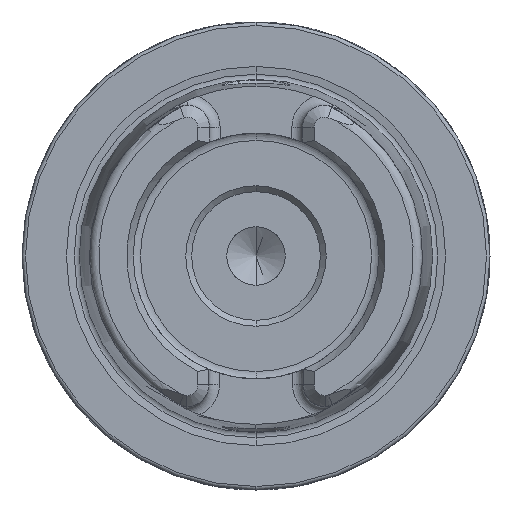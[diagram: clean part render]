
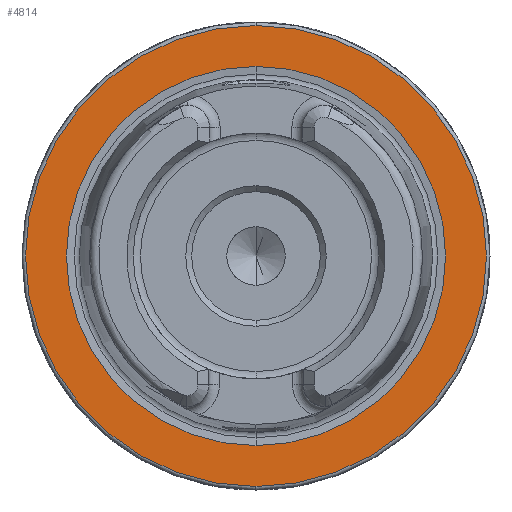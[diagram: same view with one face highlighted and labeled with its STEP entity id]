
A CAD part, left-side view. The second image highlights one B-rep face of the part: STEP entity #4814.
In plain terms, the highlighted planar face has unit normal (-1, 0, 0).
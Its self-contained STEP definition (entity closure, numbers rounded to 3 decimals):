
#126 = EDGE_LOOP ( 'NONE', ( #3957, #3970 ) ) ;
#127 = EDGE_LOOP ( 'NONE', ( #4146, #4337 ) ) ;
#2427 = VERTEX_POINT ( 'NONE', #11429 ) ;
#2429 = VERTEX_POINT ( 'NONE', #11426 ) ;
#2447 = VERTEX_POINT ( 'NONE', #11448 ) ;
#2452 = VERTEX_POINT ( 'NONE', #11453 ) ;
#2763 = CARTESIAN_POINT ( 'NONE',  ( 0., 0., 0. ) ) ;
#2764 = DIRECTION ( 'NONE',  ( -1., 0., 0. ) ) ;
#2765 = DIRECTION ( 'NONE',  ( 0., 0., 1. ) ) ;
#2766 = CARTESIAN_POINT ( 'NONE',  ( 0., 0., 0. ) ) ;
#2767 = DIRECTION ( 'NONE',  ( -1., 0., 0. ) ) ;
#2768 = DIRECTION ( 'NONE',  ( 0., 0., 1. ) ) ;
#3957 = ORIENTED_EDGE ( 'NONE', *, *, #7334, .F. ) ;
#3970 = ORIENTED_EDGE ( 'NONE', *, *, #5758, .F. ) ;
#4146 = ORIENTED_EDGE ( 'NONE', *, *, #5762, .T. ) ;
#4337 = ORIENTED_EDGE ( 'NONE', *, *, #7333, .T. ) ;
#4814 = ADVANCED_FACE ( 'NONE', ( #8953, #8959 ), #11173, .F. ) ;
#5758 = EDGE_CURVE ( 'NONE', #2452, #2429, #9171, .T. ) ;
#5762 = EDGE_CURVE ( 'NONE', #2447, #2427, #9178, .T. ) ;
#6234 = CARTESIAN_POINT ( 'NONE',  ( 0., 0., 0. ) ) ;
#6235 = DIRECTION ( 'NONE',  ( -1., 0., 0. ) ) ;
#6236 = DIRECTION ( 'NONE',  ( 0., 0., 1. ) ) ;
#6243 = CARTESIAN_POINT ( 'NONE',  ( 0., 0., 0. ) ) ;
#6244 = DIRECTION ( 'NONE',  ( -1., 0., 0. ) ) ;
#6245 = DIRECTION ( 'NONE',  ( 0., 0., 1. ) ) ;
#7333 = EDGE_CURVE ( 'NONE', #2427, #2447, #9893, .T. ) ;
#7334 = EDGE_CURVE ( 'NONE', #2429, #2452, #9894, .T. ) ;
#7835 = AXIS2_PLACEMENT_3D ( 'NONE', #11170, #11175, #11176 ) ;
#7949 = AXIS2_PLACEMENT_3D ( 'NONE', #6234, #6235, #6236 ) ;
#7952 = AXIS2_PLACEMENT_3D ( 'NONE', #6243, #6244, #6245 ) ;
#8057 = AXIS2_PLACEMENT_3D ( 'NONE', #2763, #2764, #2765 ) ;
#8058 = AXIS2_PLACEMENT_3D ( 'NONE', #2766, #2767, #2768 ) ;
#8953 = FACE_BOUND ( 'NONE', #126, .T. ) ;
#8959 = FACE_OUTER_BOUND ( 'NONE', #127, .T. ) ;
#9171 = CIRCLE ( 'NONE', #7949, 16.207 ) ;
#9178 = CIRCLE ( 'NONE', #7952, 19.7 ) ;
#9893 = CIRCLE ( 'NONE', #8057, 19.7 ) ;
#9894 = CIRCLE ( 'NONE', #8058, 16.207 ) ;
#11170 = CARTESIAN_POINT ( 'NONE',  ( 0., 19.7, 0. ) ) ;
#11173 = PLANE ( 'NONE',  #7835 ) ;
#11175 = DIRECTION ( 'NONE',  ( 1., 0., 0. ) ) ;
#11176 = DIRECTION ( 'NONE',  ( 0., 0., -1. ) ) ;
#11426 = CARTESIAN_POINT ( 'NONE',  ( 0., 0., 16.207 ) ) ;
#11429 = CARTESIAN_POINT ( 'NONE',  ( 0., 0., -19.7 ) ) ;
#11448 = CARTESIAN_POINT ( 'NONE',  ( 0., 0., 19.7 ) ) ;
#11453 = CARTESIAN_POINT ( 'NONE',  ( 0., 0., -16.207 ) ) ;
